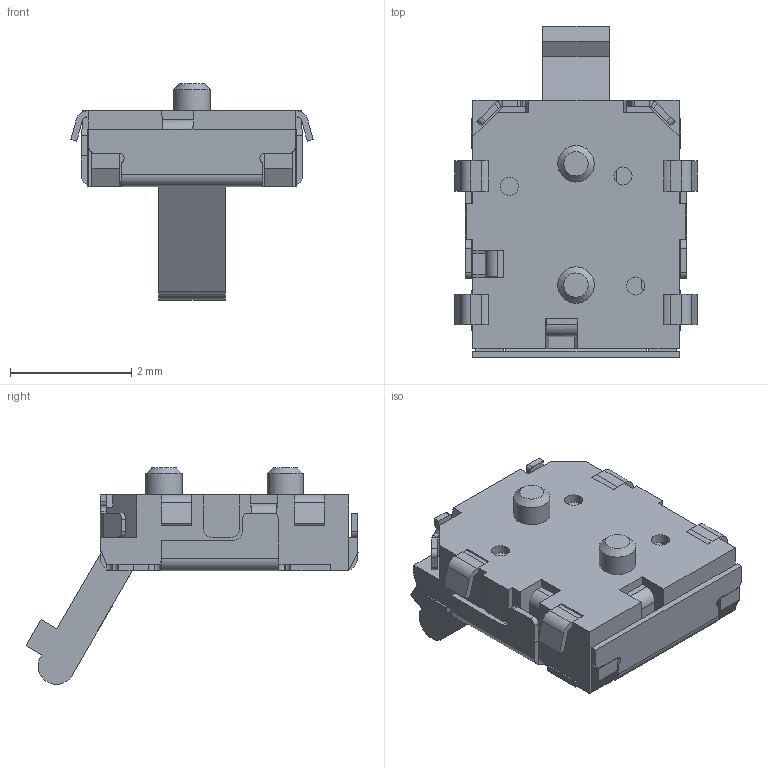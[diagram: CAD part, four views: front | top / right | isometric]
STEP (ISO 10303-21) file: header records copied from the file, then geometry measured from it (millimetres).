
FILE_DESCRIPTION(/* description */ (''),/* implementation_level */ '2;1');
FILE_NAME(/* name */ 'TD1260BGQJR.stp',/* time_stamp */ '2024-08-22T10:46:01-05:00',/* author */ ('mwilliams'),/* organization */ (''),/* preprocessor_version */ 'ST-DEVELOPER v18.1',/* originating_system */ 'Autodesk Inventor 2022',/* authorisation */ '');
FILE_SCHEMA (('AUTOMOTIVE_DESIGN { 1 0 10303 214 3 1 1 }'));
Length unit declared in the file: inch
Products named in the file (1): 100127589_Simplify_1
Bounding box: 4 x 5.48 x 3.58 mm (x, y, z)
Volume: 13.5 mm3; surface area: 107.9 mm2
Topology: 1 solids, 3 shells, 426 faces, 1183 edges, 757 vertices
Faces by surface type: plane 306, cylinder 114, bspline 4, cone 2
Full cylindrical faces by diameter (mm): 0.2 x2, 0.3 x3, 0.44 x1, 0.5 x2, 0.6 x2
Entity records: 14957 total; most frequent: CARTESIAN_POINT 3387, ORIENTED_EDGE 2368, DIRECTION 2263, EDGE_CURVE 1184, LINE 903, VECTOR 903, VERTEX_POINT 758, AXIS2_PLACEMENT_3D 680
